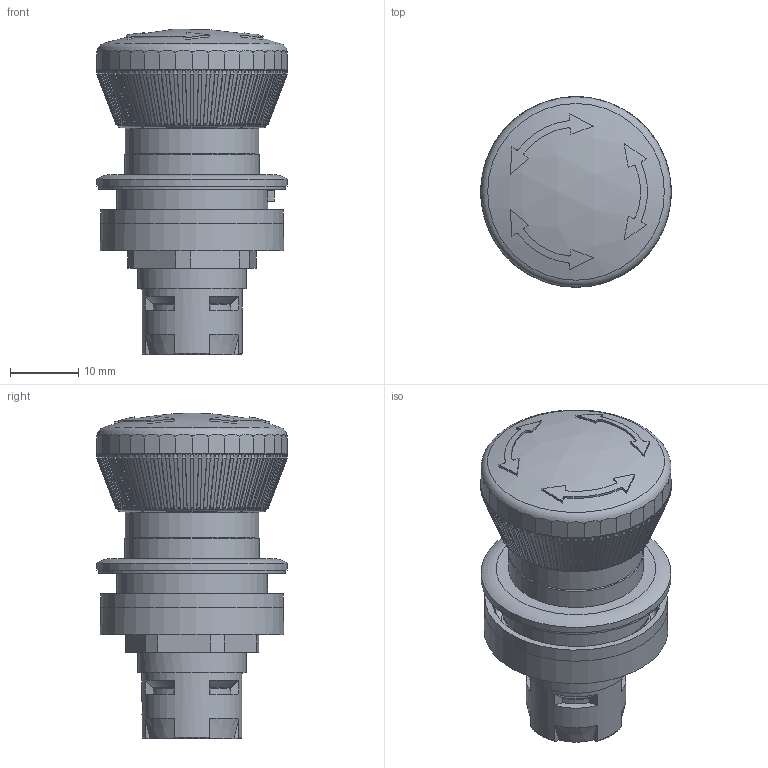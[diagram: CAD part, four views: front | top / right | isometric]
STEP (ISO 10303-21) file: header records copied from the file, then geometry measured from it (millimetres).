
FILE_DESCRIPTION(/* description */ (''),/* implementation_level */ '2;1');
FILE_NAME(/* name */ 'RRJUV_ipt.stp',/* time_stamp */ '2017-08-28T07:15:32+02:00',/* author */ ('mharscher'),/* organization */ (''),/* preprocessor_version */ 'ST-DEVELOPER v16.1',/* originating_system */ 'Autodesk Inventor 2016',/* authorisation */ '');
FILE_SCHEMA (('AUTOMOTIVE_DESIGN { 1 0 10303 214 3 1 1 }'));
Length unit declared in the file: millimetre
Products named in the file (1): RRJUV
Bounding box: 28 x 28 x 47.86 mm (x, y, z)
Volume: 16743.2 mm3; surface area: 6555.3 mm2
Topology: 1 solids, 1 shells, 811 faces, 2133 edges, 1348 vertices
Faces by surface type: plane 449, cone 162, cylinder 111, torus 85, sphere 4
Full cylindrical faces by diameter (mm): 2 x1, 12.03 x1, 14.7 x1, 16 x2, 16.002 x1, 16.5 x1, 19.65 x1, 19.85 x2, 22.2 x1, 25 x1, 26.86 x1, 27.4 x1, 28 x1
Entity records: 26104 total; most frequent: CARTESIAN_POINT 7463, ORIENTED_EDGE 4180, DIRECTION 3793, EDGE_CURVE 2090, AXIS2_PLACEMENT_3D 1564, VERTEX_POINT 1335, EDGE_LOOP 865, FACE_OUTER_BOUND 811
